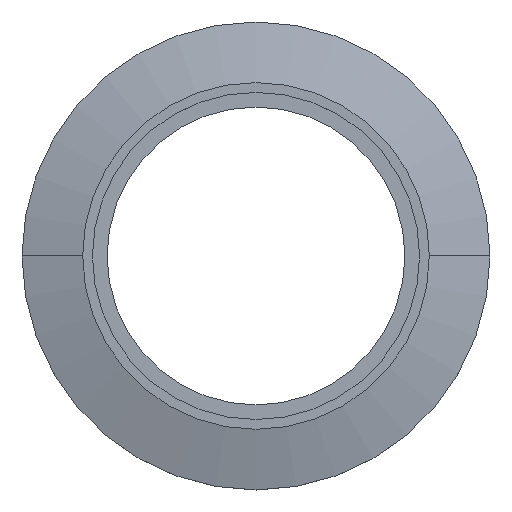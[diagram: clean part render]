
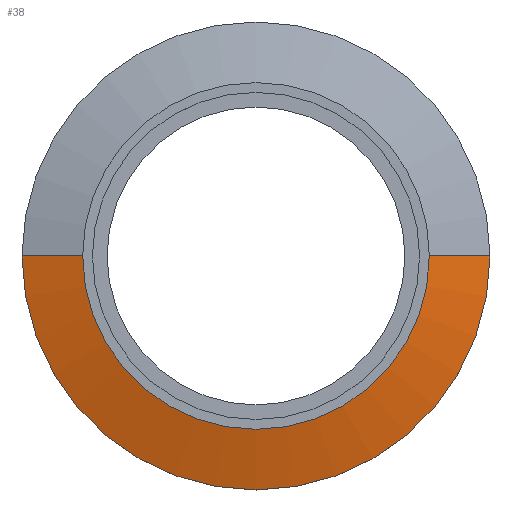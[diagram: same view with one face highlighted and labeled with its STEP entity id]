
A CAD part, top view. The second image highlights one B-rep face of the part: STEP entity #38.
In plain terms, the highlighted conical face has half-angle 75 degrees and reference radius 20.322 mm.
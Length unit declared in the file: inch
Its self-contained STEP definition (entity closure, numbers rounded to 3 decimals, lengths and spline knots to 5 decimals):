
#14 = LINE ( 'NONE', #116, #363 ) ;
#26 = LINE ( 'NONE', #280, #199 ) ;
#28 = AXIS2_PLACEMENT_3D ( 'NONE', #420, #188, #316 ) ;
#30 = VERTEX_POINT ( 'NONE', #376 ) ;
#38 = ADVANCED_FACE ( 'NONE', ( #83 ), #331, .T. ) ;
#44 = DIRECTION ( 'NONE',  ( -1., 0., 0. ) ) ;
#58 = AXIS2_PLACEMENT_3D ( 'NONE', #282, #247, #44 ) ;
#83 = FACE_OUTER_BOUND ( 'NONE', #364, .T. ) ;
#103 = CARTESIAN_POINT ( 'NONE',  ( 0., 0., 0.12 ) ) ;
#116 = CARTESIAN_POINT ( 'NONE',  ( -0.8001, 0., 0.195 ) ) ;
#135 = EDGE_CURVE ( 'NONE', #204, #30, #370, .T. ) ;
#144 = ORIENTED_EDGE ( 'NONE', *, *, #309, .T. ) ;
#146 = VERTEX_POINT ( 'NONE', #374 ) ;
#151 = DIRECTION ( 'NONE',  ( 0., 0., -1. ) ) ;
#188 = DIRECTION ( 'NONE',  ( 0., 0., -1. ) ) ;
#195 = AXIS2_PLACEMENT_3D ( 'NONE', #103, #151, #307 ) ;
#199 = VECTOR ( 'NONE', #348, 39.37008 ) ;
#204 = VERTEX_POINT ( 'NONE', #271 ) ;
#244 = DIRECTION ( 'NONE',  ( -0.966, 0., -0.259 ) ) ;
#247 = DIRECTION ( 'NONE',  ( 0., 0., -1. ) ) ;
#253 = EDGE_CURVE ( 'NONE', #146, #204, #26, .T. ) ;
#271 = CARTESIAN_POINT ( 'NONE',  ( 1.08, 0., 0.12 ) ) ;
#273 = ORIENTED_EDGE ( 'NONE', *, *, #135, .F. ) ;
#276 = CIRCLE ( 'NONE', #28, 0.8001 ) ;
#280 = CARTESIAN_POINT ( 'NONE',  ( 0.8001, 0., 0.195 ) ) ;
#282 = CARTESIAN_POINT ( 'NONE',  ( 0., 0., 0.195 ) ) ;
#283 = CARTESIAN_POINT ( 'NONE',  ( -0.8001, 0., 0.195 ) ) ;
#297 = ORIENTED_EDGE ( 'NONE', *, *, #329, .T. ) ;
#307 = DIRECTION ( 'NONE',  ( -1., 0., 0. ) ) ;
#309 = EDGE_CURVE ( 'NONE', #346, #30, #14, .T. ) ;
#316 = DIRECTION ( 'NONE',  ( -1., 0., 0. ) ) ;
#329 = EDGE_CURVE ( 'NONE', #146, #346, #276, .T. ) ;
#331 = CONICAL_SURFACE ( 'NONE', #58, 0.8001, 1.309 ) ;
#346 = VERTEX_POINT ( 'NONE', #283 ) ;
#348 = DIRECTION ( 'NONE',  ( 0.966, 0., -0.259 ) ) ;
#363 = VECTOR ( 'NONE', #244, 39.37008 ) ;
#364 = EDGE_LOOP ( 'NONE', ( #412, #297, #144, #273 ) ) ;
#370 = CIRCLE ( 'NONE', #195, 1.08 ) ;
#374 = CARTESIAN_POINT ( 'NONE',  ( 0.8001, 0., 0.195 ) ) ;
#376 = CARTESIAN_POINT ( 'NONE',  ( -1.08, 0., 0.12 ) ) ;
#412 = ORIENTED_EDGE ( 'NONE', *, *, #253, .F. ) ;
#420 = CARTESIAN_POINT ( 'NONE',  ( 0., 0., 0.195 ) ) ;
